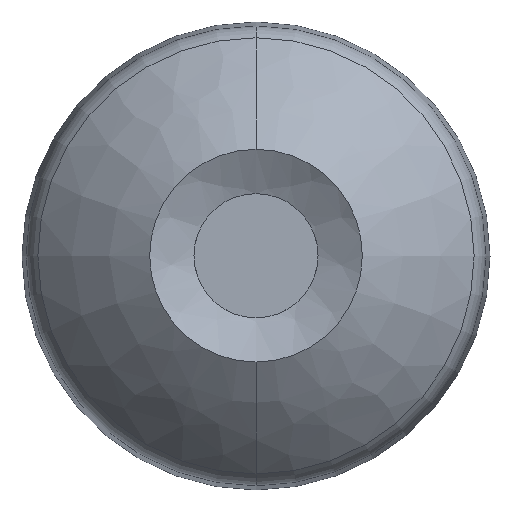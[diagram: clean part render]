
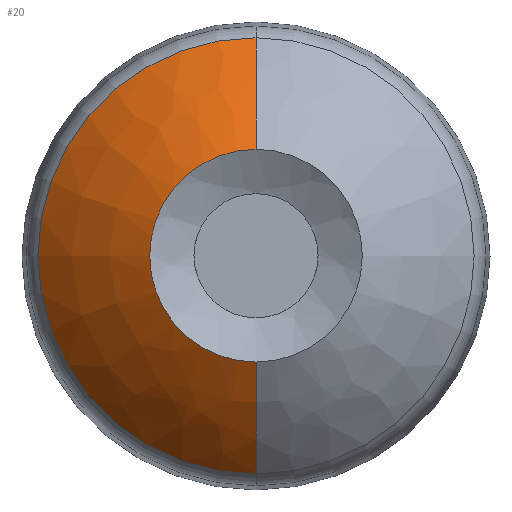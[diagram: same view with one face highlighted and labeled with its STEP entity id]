
A CAD part, top view. The second image highlights one B-rep face of the part: STEP entity #20.
In plain terms, the highlighted free-form (B-spline) face has degree [3, 3] with [4, 4] control points.
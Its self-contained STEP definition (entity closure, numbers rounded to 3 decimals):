
#15 = CARTESIAN_POINT ( 'NONE',  ( -45.677, 22.839, 7.863 ) ) ;
#17 = CARTESIAN_POINT ( 'NONE',  ( 0., -19.48, 11.837 ) ) ;
#20 = ADVANCED_FACE ( 'NONE', ( #390 ), #512, .T. ) ;
#24 = CARTESIAN_POINT ( 'NONE',  ( -31.093, 15.547, 15.243 ) ) ;
#31 = AXIS2_PLACEMENT_3D ( 'NONE', #278, #413, #374 ) ;
#32 = ORIENTED_EDGE ( 'NONE', *, *, #310, .F. ) ;
#41 = CIRCLE ( 'NONE', #31, 50. ) ;
#48 = ORIENTED_EDGE ( 'NONE', *, *, #228, .T. ) ;
#57 = CARTESIAN_POINT ( 'NONE',  ( -38.96, 19.48, 11.837 ) ) ;
#63 = DIRECTION ( 'NONE',  ( -1., 0., 0. ) ) ;
#71 = CARTESIAN_POINT ( 'NONE',  ( -22.267, 11.133, 18. ) ) ;
#79 = AXIS2_PLACEMENT_3D ( 'NONE', #307, #63, #398 ) ;
#102 = CARTESIAN_POINT ( 'NONE',  ( 0., -22.839, 7.863 ) ) ;
#104 = CIRCLE ( 'NONE', #395, 11.133 ) ;
#107 = CARTESIAN_POINT ( 'NONE',  ( 0., 11.133, 18. ) ) ;
#122 = CARTESIAN_POINT ( 'NONE',  ( 0., 0., 7.863 ) ) ;
#135 = CIRCLE ( 'NONE', #501, 22.839 ) ;
#169 = CARTESIAN_POINT ( 'NONE',  ( 0., 0., 18. ) ) ;
#214 = EDGE_CURVE ( 'NONE', #305, #552, #135, .T. ) ;
#228 = EDGE_CURVE ( 'NONE', #521, #470, #104, .T. ) ;
#247 = ORIENTED_EDGE ( 'NONE', *, *, #214, .F. ) ;
#253 = CARTESIAN_POINT ( 'NONE',  ( 0., -11.133, 18. ) ) ;
#278 = CARTESIAN_POINT ( 'NONE',  ( 0., -15.352, -24.41 ) ) ;
#283 = CARTESIAN_POINT ( 'NONE',  ( 0., 11.133, 18. ) ) ;
#288 = CARTESIAN_POINT ( 'NONE',  ( -45.677, -22.839, 7.863 ) ) ;
#294 = CIRCLE ( 'NONE', #79, 50. ) ;
#305 = VERTEX_POINT ( 'NONE', #418 ) ;
#307 = CARTESIAN_POINT ( 'NONE',  ( 0., 15.352, -24.41 ) ) ;
#309 = CARTESIAN_POINT ( 'NONE',  ( 0., 22.839, 7.863 ) ) ;
#310 = EDGE_CURVE ( 'NONE', #552, #470, #41, .T. ) ;
#338 = CARTESIAN_POINT ( 'NONE',  ( 0., 22.839, 7.863 ) ) ;
#344 = CARTESIAN_POINT ( 'NONE',  ( -38.96, -19.48, 11.837 ) ) ;
#348 = CARTESIAN_POINT ( 'NONE',  ( 0., 15.547, 15.243 ) ) ;
#374 = DIRECTION ( 'NONE',  ( 0., 1., 0. ) ) ;
#390 = FACE_OUTER_BOUND ( 'NONE', #434, .T. ) ;
#395 = AXIS2_PLACEMENT_3D ( 'NONE', #169, #541, #587 ) ;
#398 = DIRECTION ( 'NONE',  ( 0., -1., 0. ) ) ;
#413 = DIRECTION ( 'NONE',  ( 1., 0., 0. ) ) ;
#418 = CARTESIAN_POINT ( 'NONE',  ( 0., -22.839, 7.863 ) ) ;
#434 = EDGE_LOOP ( 'NONE', ( #247, #460, #48, #32 ) ) ;
#438 = CARTESIAN_POINT ( 'NONE',  ( 0., 19.48, 11.837 ) ) ;
#452 = DIRECTION ( 'NONE',  ( 0., 0., -1. ) ) ;
#453 = DIRECTION ( 'NONE',  ( 0., 1., 0. ) ) ;
#460 = ORIENTED_EDGE ( 'NONE', *, *, #514, .T. ) ;
#470 = VERTEX_POINT ( 'NONE', #283 ) ;
#484 = CARTESIAN_POINT ( 'NONE',  ( -22.267, -11.133, 18. ) ) ;
#495 = CARTESIAN_POINT ( 'NONE',  ( 0., -15.547, 15.243 ) ) ;
#501 = AXIS2_PLACEMENT_3D ( 'NONE', #122, #452, #453 ) ;
#512 =( BOUNDED_SURFACE ( )  B_SPLINE_SURFACE ( 3, 3, ( 
 ( #102, #288, #15, #338 ),
 ( #17, #344, #57, #438 ),
 ( #495, #577, #24, #348 ),
 ( #572, #484, #71, #107 ) ),
 .UNSPECIFIED., .F., .F., .T. ) 
 B_SPLINE_SURFACE_WITH_KNOTS ( ( 4, 4 ),
 ( 4, 4 ),
 ( 0., 1. ),
 ( 0., 1. ),
 .UNSPECIFIED. ) 
 GEOMETRIC_REPRESENTATION_ITEM ( )  RATIONAL_B_SPLINE_SURFACE ( (
 ( 1., 0.333, 0.333, 1.),
 ( 0.992, 0.331, 0.331, 0.992),
 ( 0.992, 0.331, 0.331, 0.992),
 ( 1., 0.333, 0.333, 1.) ) ) 
 REPRESENTATION_ITEM ( '' )  SURFACE ( )  );
#514 = EDGE_CURVE ( 'NONE', #305, #521, #294, .T. ) ;
#521 = VERTEX_POINT ( 'NONE', #253 ) ;
#541 = DIRECTION ( 'NONE',  ( 0., 0., -1. ) ) ;
#552 = VERTEX_POINT ( 'NONE', #309 ) ;
#572 = CARTESIAN_POINT ( 'NONE',  ( 0., -11.133, 18. ) ) ;
#577 = CARTESIAN_POINT ( 'NONE',  ( -31.093, -15.547, 15.243 ) ) ;
#587 = DIRECTION ( 'NONE',  ( 0., 1., 0. ) ) ;
